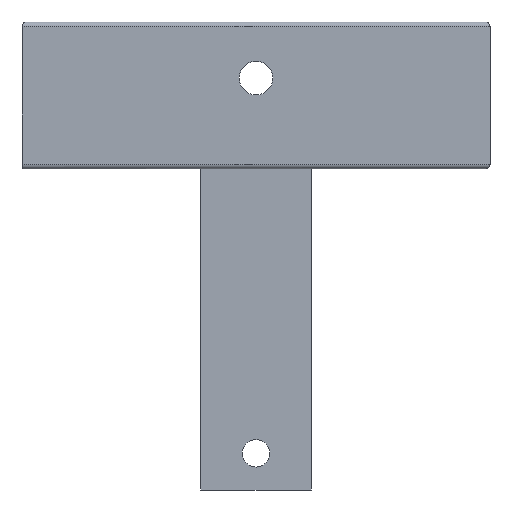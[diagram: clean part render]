
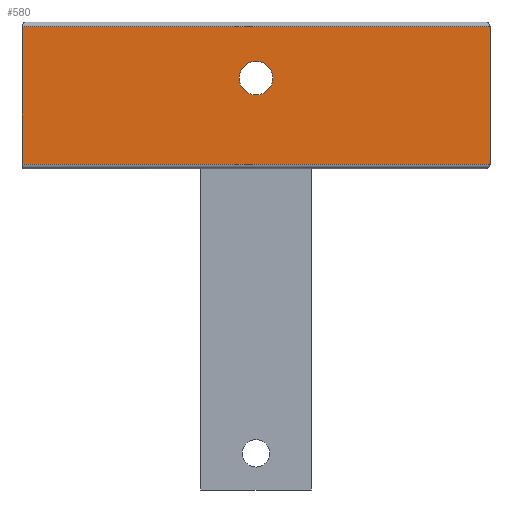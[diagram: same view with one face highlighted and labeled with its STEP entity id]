
A CAD part, front view. The second image highlights one B-rep face of the part: STEP entity #580.
In plain terms, the highlighted planar face has unit normal (0, -1, 0).
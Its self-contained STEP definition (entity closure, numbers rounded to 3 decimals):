
#19=FACE_BOUND('',#90,.T.);
#26=PLANE('',#636);
#53=FACE_OUTER_BOUND('',#89,.T.);
#89=EDGE_LOOP('',(#411,#412,#413,#414));
#90=EDGE_LOOP('',(#415));
#129=LINE('',#881,#186);
#135=LINE('',#901,#192);
#136=LINE('',#903,#193);
#137=LINE('',#904,#194);
#186=VECTOR('',#699,10.);
#192=VECTOR('',#719,10.);
#193=VECTOR('',#720,10.);
#194=VECTOR('',#721,10.);
#243=CIRCLE('',#628,3.675);
#263=VERTEX_POINT('',#875);
#264=VERTEX_POINT('',#879);
#265=VERTEX_POINT('',#880);
#272=VERTEX_POINT('',#900);
#273=VERTEX_POINT('',#902);
#314=EDGE_CURVE('',#263,#263,#243,.T.);
#315=EDGE_CURVE('',#264,#265,#129,.T.);
#325=EDGE_CURVE('',#264,#272,#135,.T.);
#326=EDGE_CURVE('',#273,#272,#136,.T.);
#327=EDGE_CURVE('',#265,#273,#137,.T.);
#411=ORIENTED_EDGE('',*,*,#315,.F.);
#412=ORIENTED_EDGE('',*,*,#325,.T.);
#413=ORIENTED_EDGE('',*,*,#326,.F.);
#414=ORIENTED_EDGE('',*,*,#327,.F.);
#415=ORIENTED_EDGE('',*,*,#314,.T.);
#580=ADVANCED_FACE('',(#53,#19),#26,.T.);
#628=AXIS2_PLACEMENT_3D('',#877,#695,#696);
#636=AXIS2_PLACEMENT_3D('',#899,#717,#718);
#695=DIRECTION('center_axis',(0.,1.,0.));
#696=DIRECTION('ref_axis',(-1.,0.,0.));
#699=DIRECTION('',(-1.,0.,0.));
#717=DIRECTION('center_axis',(0.,-1.,0.));
#718=DIRECTION('ref_axis',(1.,0.,0.));
#719=DIRECTION('',(0.,0.,1.));
#720=DIRECTION('',(1.,0.,0.));
#721=DIRECTION('',(0.,0.,1.));
#875=CARTESIAN_POINT('',(15.675,-37.,89.78));
#877=CARTESIAN_POINT('Origin',(12.,-37.,89.78));
#879=CARTESIAN_POINT('',(63.,-37.,71.));
#880=CARTESIAN_POINT('',(-39.,-37.,71.));
#881=CARTESIAN_POINT('',(-13.5,-37.,71.));
#899=CARTESIAN_POINT('Origin',(-39.,-37.,70.));
#900=CARTESIAN_POINT('',(63.,-37.,101.));
#901=CARTESIAN_POINT('',(63.,-37.,70.));
#902=CARTESIAN_POINT('',(-39.,-37.,101.));
#903=CARTESIAN_POINT('',(-13.5,-37.,101.));
#904=CARTESIAN_POINT('',(-39.,-37.,70.));
